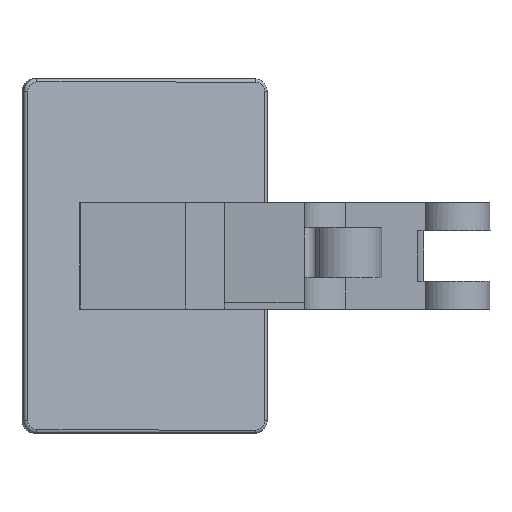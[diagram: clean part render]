
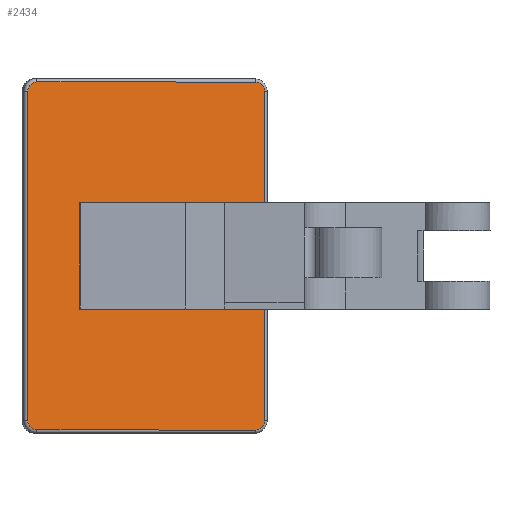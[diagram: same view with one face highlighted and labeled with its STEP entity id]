
A CAD part, top view. The second image highlights one B-rep face of the part: STEP entity #2434.
In plain terms, the highlighted planar face has unit normal (0.278, 0, 0.961).
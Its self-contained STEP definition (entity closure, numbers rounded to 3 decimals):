
#178=DIRECTION('',(0.961,0.,-0.278));
#179=VECTOR('',#178,30.436);
#180=CARTESIAN_POINT('',(-173.058,185.795,7.218));
#181=LINE('',#180,#179);
#556=DIRECTION('',(0.961,0.,-0.278));
#557=VECTOR('',#556,30.436);
#558=CARTESIAN_POINT('',(-173.058,202.635,7.218));
#559=LINE('',#558,#557);
#813=DIRECTION('',(0.,1.,0.));
#814=VECTOR('',#813,17.58);
#815=CARTESIAN_POINT('',(-143.822,168.215,-1.244));
#816=LINE('',#815,#814);
#820=CARTESIAN_POINT('',(-145.263,168.215,
-0.827));
#821=DIRECTION('',(0.278,0.,0.961));
#822=DIRECTION('',(0.,-1.,0.));
#823=AXIS2_PLACEMENT_3D('',#820,#821,#822);
#828=DIRECTION('',(0.961,0.,-0.278));
#829=VECTOR('',#828,36.);
#830=CARTESIAN_POINT('',(-179.843,166.715,9.182));
#831=LINE('',#830,#829);
#835=CARTESIAN_POINT('',(-179.843,168.215,9.182));
#836=DIRECTION('',(0.278,0.,0.961));
#837=DIRECTION('',(-0.961,0.,0.278));
#838=AXIS2_PLACEMENT_3D('',#835,#836,#837);
#843=DIRECTION('',(0.,-1.,0.));
#844=VECTOR('',#843,52.);
#845=CARTESIAN_POINT('',(-181.284,220.215,9.599));
#846=LINE('',#845,#844);
#850=CARTESIAN_POINT('',(-179.843,220.215,9.182));
#851=DIRECTION('',(0.278,0.,0.961));
#852=DIRECTION('',(0.,1.,0.));
#853=AXIS2_PLACEMENT_3D('',#850,#851,#852);
#858=DIRECTION('',(-0.961,0.,0.278));
#859=VECTOR('',#858,36.);
#860=CARTESIAN_POINT('',(-145.263,221.715,
-0.827));
#861=LINE('',#860,#859);
#865=CARTESIAN_POINT('',(-145.263,220.215,
-0.827));
#866=DIRECTION('',(0.278,0.,0.961));
#867=DIRECTION('',(0.961,0.,-0.278));
#868=AXIS2_PLACEMENT_3D('',#865,#866,#867);
#873=DIRECTION('',(0.,1.,0.));
#874=VECTOR('',#873,17.58);
#875=CARTESIAN_POINT('',(-143.822,202.635,-1.244));
#876=LINE('',#875,#874);
#1231=DIRECTION('',(0.,-1.,0.));
#1232=VECTOR('',#1231,16.84);
#1233=CARTESIAN_POINT('',(-173.058,202.635,7.218));
#1234=LINE('',#1233,#1232);
#1714=CARTESIAN_POINT('',(-173.058,202.635,7.218));
#1715=CARTESIAN_POINT('',(-173.058,185.795,7.218));
#1716=VERTEX_POINT('',#1714);
#1717=VERTEX_POINT('',#1715);
#1750=CARTESIAN_POINT('',(-143.822,168.215,
-1.244));
#1751=CARTESIAN_POINT('',(-143.822,185.795,
-1.244));
#1752=VERTEX_POINT('',#1750);
#1753=VERTEX_POINT('',#1751);
#1754=CARTESIAN_POINT('',(-145.263,166.715,
-0.827));
#1755=VERTEX_POINT('',#1754);
#1760=CARTESIAN_POINT('',(-179.843,166.715,9.182));
#1761=VERTEX_POINT('',#1760);
#1764=CARTESIAN_POINT('',(-181.284,168.215,9.599));
#1765=VERTEX_POINT('',#1764);
#1768=CARTESIAN_POINT('',(-181.284,220.215,9.599));
#1769=VERTEX_POINT('',#1768);
#1772=CARTESIAN_POINT('',(-179.843,221.715,9.182));
#1773=VERTEX_POINT('',#1772);
#1776=CARTESIAN_POINT('',(-145.263,221.715,
-0.827));
#1777=VERTEX_POINT('',#1776);
#1780=CARTESIAN_POINT('',(-143.822,220.215,
-1.244));
#1781=VERTEX_POINT('',#1780);
#1784=CARTESIAN_POINT('',(-143.822,202.635,
-1.244));
#1785=VERTEX_POINT('',#1784);
#2406=CARTESIAN_POINT('',(-11.45,0.,
-39.558));
#2407=DIRECTION('',(-0.278,0.,-0.961));
#2408=DIRECTION('',(-0.961,0.,0.278));
#2409=AXIS2_PLACEMENT_3D('',#2406,#2407,#2408);
#2410=PLANE('',#2409);
#2412=ORIENTED_EDGE('',*,*,#2411,.F.);
#2414=ORIENTED_EDGE('',*,*,#2413,.F.);
#2416=ORIENTED_EDGE('',*,*,#2415,.F.);
#2418=ORIENTED_EDGE('',*,*,#2417,.F.);
#2420=ORIENTED_EDGE('',*,*,#2419,.F.);
#2422=ORIENTED_EDGE('',*,*,#2421,.F.);
#2424=ORIENTED_EDGE('',*,*,#2423,.F.);
#2426=ORIENTED_EDGE('',*,*,#2425,.F.);
#2427=ORIENTED_EDGE('',*,*,#2399,.F.);
#2428=ORIENTED_EDGE('',*,*,#2121,.F.);
#2430=ORIENTED_EDGE('',*,*,#2429,.T.);
#2431=ORIENTED_EDGE('',*,*,#1885,.T.);
#2432=EDGE_LOOP('',(#2412,#2414,#2416,#2418,#2420,#2422,#2424,#2426,#2427,#2428,
#2430,#2431));
#2433=FACE_OUTER_BOUND('',#2432,.F.);
#824=CIRCLE('',#823,1.5);
#839=CIRCLE('',#838,1.5);
#854=CIRCLE('',#853,1.5);
#869=CIRCLE('',#868,1.5);
#1885=EDGE_CURVE('',#1717,#1753,#181,.T.);
#2121=EDGE_CURVE('',#1716,#1785,#559,.T.);
#2399=EDGE_CURVE('',#1785,#1781,#876,.T.);
#2411=EDGE_CURVE('',#1752,#1753,#816,.T.);
#2413=EDGE_CURVE('',#1755,#1752,#824,.T.);
#2415=EDGE_CURVE('',#1761,#1755,#831,.T.);
#2417=EDGE_CURVE('',#1765,#1761,#839,.T.);
#2419=EDGE_CURVE('',#1769,#1765,#846,.T.);
#2421=EDGE_CURVE('',#1773,#1769,#854,.T.);
#2423=EDGE_CURVE('',#1777,#1773,#861,.T.);
#2425=EDGE_CURVE('',#1781,#1777,#869,.T.);
#2429=EDGE_CURVE('',#1716,#1717,#1234,.T.);
#2434=ADVANCED_FACE('',(#2433),#2410,.F.);
